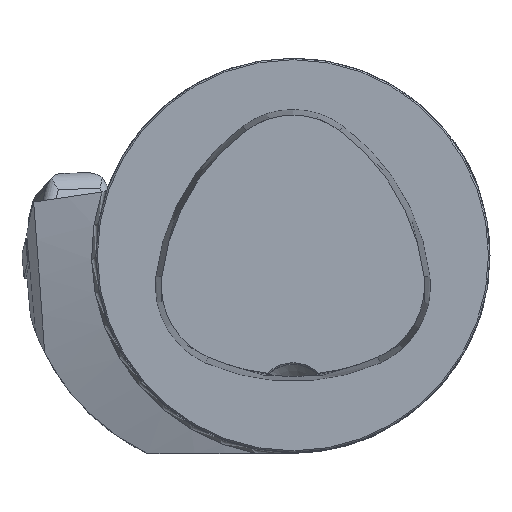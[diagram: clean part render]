
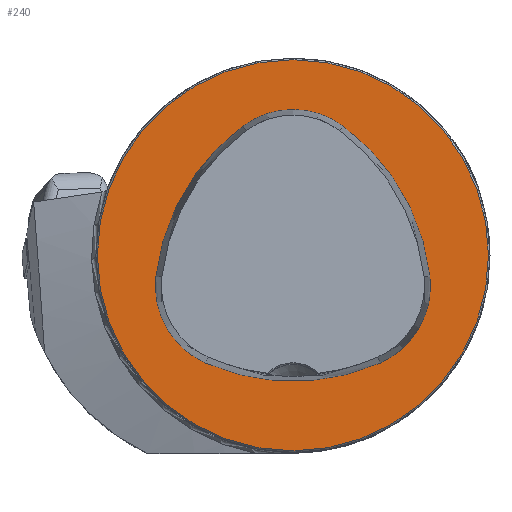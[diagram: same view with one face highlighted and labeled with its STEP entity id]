
A CAD part, top view. The second image highlights one B-rep face of the part: STEP entity #240.
In plain terms, the highlighted planar face has unit normal (0, 0, 1).
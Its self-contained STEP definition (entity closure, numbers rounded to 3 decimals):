
#104=FACE_BOUND('',#513,.T.);
#105=FACE_BOUND('',#514,.T.);
#184=CIRCLE('',#2159,44.075);
#186=CIRCLE('',#2162,44.075);
#187=CIRCLE('',#2163,17.075);
#188=CIRCLE('',#2164,44.075);
#189=CIRCLE('',#2165,17.075);
#190=CIRCLE('',#2166,17.075);
#191=CIRCLE('',#2167,39.7);
#240=ADVANCED_FACE('CU_FL_N1_SU_1',(#104,#105),#342,.T.);
#342=PLANE('',#2168);
#513=EDGE_LOOP('',(#870,#871,#872,#873,#874,#875));
#514=EDGE_LOOP('',(#876));
#870=ORIENTED_EDGE('',*,*,#1600,.F.);
#871=ORIENTED_EDGE('',*,*,#1601,.F.);
#872=ORIENTED_EDGE('',*,*,#1602,.F.);
#873=ORIENTED_EDGE('',*,*,#1603,.F.);
#874=ORIENTED_EDGE('',*,*,#1597,.F.);
#875=ORIENTED_EDGE('',*,*,#1604,.F.);
#876=ORIENTED_EDGE('',*,*,#1605,.T.);
#1387=VERTEX_POINT('',#3537);
#1388=VERTEX_POINT('',#3539);
#1390=VERTEX_POINT('',#3545);
#1391=VERTEX_POINT('',#3546);
#1392=VERTEX_POINT('',#3548);
#1393=VERTEX_POINT('',#3550);
#1394=VERTEX_POINT('',#3554);
#1597=EDGE_CURVE('',#1387,#1388,#184,.T.);
#1600=EDGE_CURVE('',#1390,#1391,#186,.T.);
#1601=EDGE_CURVE('',#1392,#1390,#187,.T.);
#1602=EDGE_CURVE('',#1393,#1392,#188,.T.);
#1603=EDGE_CURVE('',#1388,#1393,#189,.T.);
#1604=EDGE_CURVE('',#1391,#1387,#190,.T.);
#1605=EDGE_CURVE('',#1394,#1394,#191,.T.);
#2159=AXIS2_PLACEMENT_3D('',#3538,#2489,#2490);
#2162=AXIS2_PLACEMENT_3D('',#3544,#2496,#2497);
#2163=AXIS2_PLACEMENT_3D('',#3547,#2498,#2499);
#2164=AXIS2_PLACEMENT_3D('',#3549,#2500,#2501);
#2165=AXIS2_PLACEMENT_3D('',#3551,#2502,#2503);
#2166=AXIS2_PLACEMENT_3D('',#3552,#2504,#2505);
#2167=AXIS2_PLACEMENT_3D('',#3553,#2506,#2507);
#2168=AXIS2_PLACEMENT_3D('',#3555,#2508,#2509);
#2489=DIRECTION('',(0.,0.,1.));
#2490=DIRECTION('',(1.,0.,0.));
#2496=DIRECTION('',(0.,0.,1.));
#2497=DIRECTION('',(1.,0.,0.));
#2498=DIRECTION('',(0.,0.,1.));
#2499=DIRECTION('',(1.,0.,0.));
#2500=DIRECTION('',(0.,0.,1.));
#2501=DIRECTION('',(1.,0.,0.));
#2502=DIRECTION('',(0.,0.,1.));
#2503=DIRECTION('',(1.,0.,0.));
#2504=DIRECTION('',(0.,0.,1.));
#2505=DIRECTION('',(1.,0.,0.));
#2506=DIRECTION('',(0.,0.,1.));
#2507=DIRECTION('',(1.,0.,0.));
#2508=DIRECTION('',(0.,0.,1.));
#2509=DIRECTION('',(1.,0.,0.));
#3537=CARTESIAN_POINT('',(-17.691,-21.869,0.));
#3538=CARTESIAN_POINT('',(0.,18.5,0.));
#3539=CARTESIAN_POINT('',(17.691,-21.869,0.));
#3544=CARTESIAN_POINT('',(15.993,-9.254,0.));
#3545=CARTESIAN_POINT('',(-10.114,26.257,0.));
#3546=CARTESIAN_POINT('',(-27.805,-4.317,0.));
#3547=CARTESIAN_POINT('',(0.,12.5,0.));
#3548=CARTESIAN_POINT('',(10.114,26.257,0.));
#3549=CARTESIAN_POINT('',(-15.993,-9.254,0.));
#3550=CARTESIAN_POINT('',(27.805,-4.317,0.));
#3551=CARTESIAN_POINT('',(10.837,-6.23,0.));
#3552=CARTESIAN_POINT('',(-10.837,-6.23,0.));
#3553=CARTESIAN_POINT('',(0.,0.,0.));
#3554=CARTESIAN_POINT('',(39.7,0.,0.));
#3555=CARTESIAN_POINT('',(0.,0.,0.));
